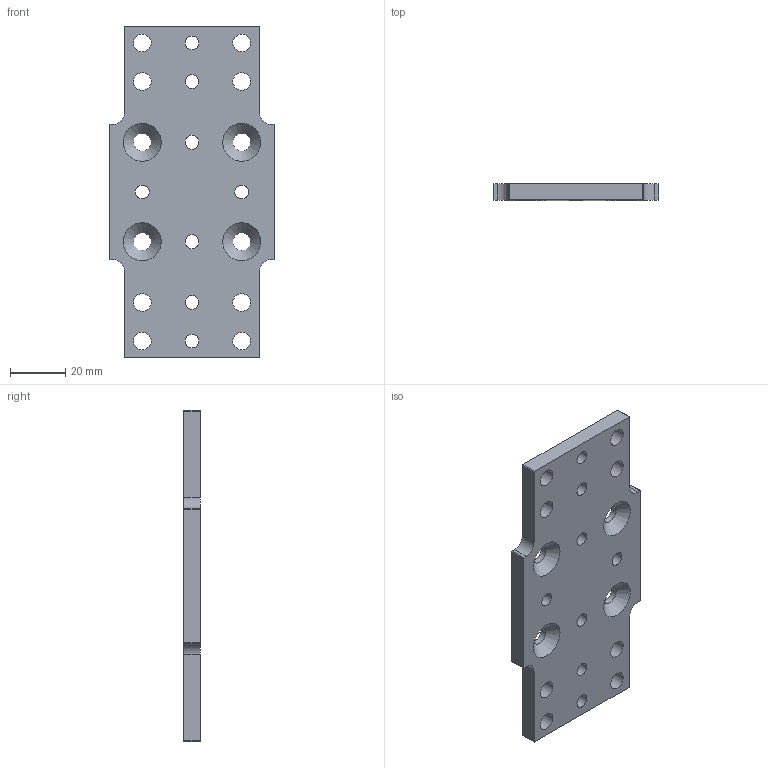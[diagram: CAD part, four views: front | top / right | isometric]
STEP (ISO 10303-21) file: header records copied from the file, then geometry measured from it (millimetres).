
FILE_DESCRIPTION(/* description */ ('Unknown'),/* implementation_level */ '2;1');
FILE_NAME(/* name */ 'T-0000259-Adapterplatte',/* time_stamp */ '2020-03-19T17:38:43+01:00',/* author */ ('Unknown'),/* organization */ ('Unknown'),/* preprocessor_version */ 'ST-DEVELOPER v16.7',/* originating_system */ 'Solid Edge',/* authorisation */ 'Unknown');
FILE_SCHEMA (('AUTOMOTIVE_DESIGN {1 0 10303 214 3 1 1}'));
Length unit declared in the file: millimetre
Products named in the file (1): T-0000259-Adapterplatte
Bounding box: 60 x 6 x 120 mm (x, y, z)
Volume: 34595 mm3; surface area: 15990.5 mm2
Topology: 1 solids, 1 shells, 50 faces, 148 edges, 100 vertices
Faces by surface type: cylinder 32, plane 14, cone 4
Full cylindrical faces by diameter (mm): 5 x8, 6.4 x12
Entity records: 1630 total; most frequent: DIRECTION 286, CARTESIAN_POINT 259, ORIENTED_EDGE 232, AXIS2_PLACEMENT_3D 119, EDGE_CURVE 116, EDGE_LOOP 114, FACE_BOUND 114, VERTEX_POINT 92
